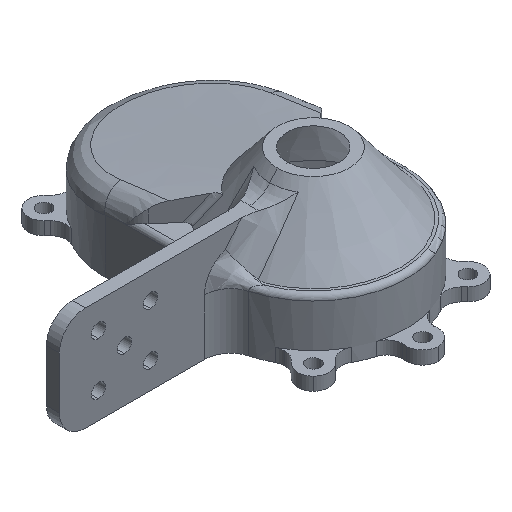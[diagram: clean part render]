
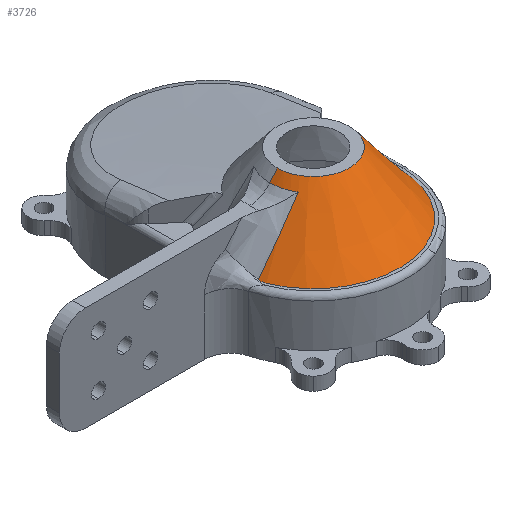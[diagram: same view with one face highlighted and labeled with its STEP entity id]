
A CAD part, isometric view. The second image highlights one B-rep face of the part: STEP entity #3726.
In plain terms, the highlighted conical face has half-angle 38.851 degrees and reference radius 41.91 mm.
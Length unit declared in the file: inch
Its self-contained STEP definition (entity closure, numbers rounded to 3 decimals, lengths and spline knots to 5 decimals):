
#109 = VERTEX_POINT ( 'NONE', #5733 ) ;
#122 = CARTESIAN_POINT ( 'NONE',  ( 0., 0., 1.17362 ) ) ;
#136 = DIRECTION ( 'NONE',  ( 1., 0., 0. ) ) ;
#152 = EDGE_CURVE ( 'NONE', #109, #5583, #3391, .T. ) ;
#157 = AXIS2_PLACEMENT_3D ( 'NONE', #122, #3364, #136 ) ;
#215 = CARTESIAN_POINT ( 'NONE',  ( -1.27955, -0.48751, 1.52295 ) ) ;
#272 = CARTESIAN_POINT ( 'NONE',  ( -1.55845, -0.50497, 1.18824 ) ) ;
#321 = CARTESIAN_POINT ( 'NONE',  ( -0.71723, -0.42611, 2.18635 ) ) ;
#433 = CARTESIAN_POINT ( 'NONE',  ( -0.71723, -0.42611, 2.18635 ) ) ;
#588 = CONICAL_SURFACE ( 'NONE', #1984, 1.65, 0.678 ) ;
#599 = EDGE_CURVE ( 'NONE', #5082, #973, #4756, .T. ) ;
#921 = ORIENTED_EDGE ( 'NONE', *, *, #152, .F. ) ;
#924 = DIRECTION ( 'NONE',  ( 0., 0., -1. ) ) ;
#973 = VERTEX_POINT ( 'NONE', #5615 ) ;
#1120 = DIRECTION ( 'NONE',  ( -0.627, 0., -0.779 ) ) ;
#1174 = CARTESIAN_POINT ( 'NONE',  ( -1.55377, -0.54586, 1.17813 ) ) ;
#1185 = CARTESIAN_POINT ( 'NONE',  ( -1.06934, -0.46894, 1.77269 ) ) ;
#1222 = CARTESIAN_POINT ( 'NONE',  ( 1.65, 0., 1.17362 ) ) ;
#1279 = ORIENTED_EDGE ( 'NONE', *, *, #4239, .T. ) ;
#1308 = EDGE_CURVE ( 'NONE', #5583, #5973, #3456, .T. ) ;
#1375 = CIRCLE ( 'NONE', #4282, 0.83426 ) ;
#1409 = CARTESIAN_POINT ( 'NONE',  ( 0., 0., 1.17362 ) ) ;
#1414 = DIRECTION ( 'NONE',  ( 0., 0., -1. ) ) ;
#1513 = EDGE_CURVE ( 'NONE', #5973, #2524, #1375, .T. ) ;
#1526 = ORIENTED_EDGE ( 'NONE', *, *, #1308, .F. ) ;
#1606 = DIRECTION ( 'NONE',  ( 0.627, 0., -0.779 ) ) ;
#1853 = CARTESIAN_POINT ( 'NONE',  ( 0., 0., 2.3622 ) ) ;
#1863 = DIRECTION ( 'NONE',  ( 1., 0., 0. ) ) ;
#1984 = AXIS2_PLACEMENT_3D ( 'NONE', #1409, #924, #4627 ) ;
#2081 = VERTEX_POINT ( 'NONE', #1222 ) ;
#2106 = CARTESIAN_POINT ( 'NONE',  ( -1.54307, -0.58585, 1.17362 ) ) ;
#2129 = CARTESIAN_POINT ( 'NONE',  ( -0.99914, -0.46202, 1.85577 ) ) ;
#2326 = CARTESIAN_POINT ( 'NONE',  ( 0., 0., 2.18635 ) ) ;
#2524 = VERTEX_POINT ( 'NONE', #4391 ) ;
#2862 = CARTESIAN_POINT ( 'NONE',  ( -0.69261, 0., 2.3622 ) ) ;
#3090 = CARTESIAN_POINT ( 'NONE',  ( -0.78793, -0.43689, 2.10406 ) ) ;
#3113 = CARTESIAN_POINT ( 'NONE',  ( -0.85844, -0.44598, 2.02145 ) ) ;
#3273 = VECTOR ( 'NONE', #1606, 39.37008 ) ;
#3299 = ORIENTED_EDGE ( 'NONE', *, *, #3336, .F. ) ;
#3336 = EDGE_CURVE ( 'NONE', #973, #2081, #3987, .T. ) ;
#3337 = FACE_OUTER_BOUND ( 'NONE', #4020, .T. ) ;
#3364 = DIRECTION ( 'NONE',  ( 0., 0., 1. ) ) ;
#3376 = AXIS2_PLACEMENT_3D ( 'NONE', #1853, #3681, #4564 ) ;
#3391 = B_SPLINE_CURVE_WITH_KNOTS ( 'NONE', 3,
 ( #5269, #2106, #1174, #4872 ),
 .UNSPECIFIED., .F., .F.,
 ( 4, 4 ),
 ( 0., 0.00317 ),
 .UNSPECIFIED. ) ;
#3456 = B_SPLINE_CURVE_WITH_KNOTS ( 'NONE', 3,
 ( #5260, #4373, #215, #1185, #2129, #3113, #3090, #321 ),
 .UNSPECIFIED., .F., .F.,
 ( 4, 2, 2, 4 ),
 ( 0.00048, 0.01709, 0.0254, 0.03371 ),
 .UNSPECIFIED. ) ;
#3681 = DIRECTION ( 'NONE',  ( 0., 0., 1. ) ) ;
#3726 = ADVANCED_FACE ( 'NONE', ( #3337 ), #588, .T. ) ;
#3730 = ORIENTED_EDGE ( 'NONE', *, *, #599, .F. ) ;
#3931 = ORIENTED_EDGE ( 'NONE', *, *, #1513, .F. ) ;
#3987 = LINE ( 'NONE', #4307, #3273 ) ;
#3993 = VECTOR ( 'NONE', #1120, 39.37008 ) ;
#4020 = EDGE_LOOP ( 'NONE', ( #3730, #1279, #3931, #1526, #921, #5283, #3299 ) ) ;
#4031 = CIRCLE ( 'NONE', #157, 1.65 ) ;
#4239 = EDGE_CURVE ( 'NONE', #5082, #2524, #4425, .T. ) ;
#4282 = AXIS2_PLACEMENT_3D ( 'NONE', #2326, #1414, #1863 ) ;
#4307 = CARTESIAN_POINT ( 'NONE',  ( 1.65, 0., 1.17362 ) ) ;
#4373 = CARTESIAN_POINT ( 'NONE',  ( -1.41919, -0.49698, 1.35578 ) ) ;
#4391 = CARTESIAN_POINT ( 'NONE',  ( -0.83426, 0., 2.18635 ) ) ;
#4425 = LINE ( 'NONE', #4853, #3993 ) ;
#4564 = DIRECTION ( 'NONE',  ( 1., 0., 0. ) ) ;
#4627 = DIRECTION ( 'NONE',  ( 1., 0., 0. ) ) ;
#4756 = CIRCLE ( 'NONE', #3376, 0.69261 ) ;
#4853 = CARTESIAN_POINT ( 'NONE',  ( -1.65, 0., 1.17362 ) ) ;
#4872 = CARTESIAN_POINT ( 'NONE',  ( -1.55845, -0.50497, 1.18824 ) ) ;
#5082 = VERTEX_POINT ( 'NONE', #2862 ) ;
#5151 = EDGE_CURVE ( 'NONE', #109, #2081, #4031, .T. ) ;
#5260 = CARTESIAN_POINT ( 'NONE',  ( -1.55845, -0.50497, 1.18824 ) ) ;
#5269 = CARTESIAN_POINT ( 'NONE',  ( -1.52705, -0.625, 1.17362 ) ) ;
#5283 = ORIENTED_EDGE ( 'NONE', *, *, #5151, .T. ) ;
#5583 = VERTEX_POINT ( 'NONE', #272 ) ;
#5615 = CARTESIAN_POINT ( 'NONE',  ( 0.69261, 0., 2.3622 ) ) ;
#5733 = CARTESIAN_POINT ( 'NONE',  ( -1.52705, -0.625, 1.17362 ) ) ;
#5973 = VERTEX_POINT ( 'NONE', #433 ) ;
